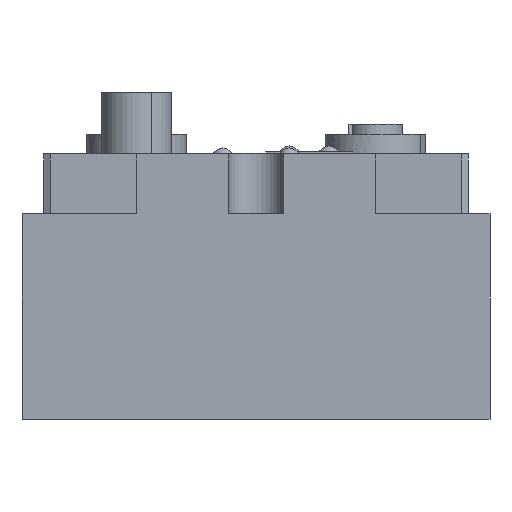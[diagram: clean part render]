
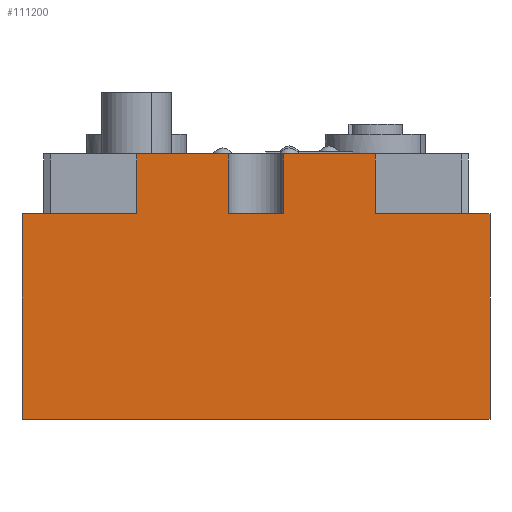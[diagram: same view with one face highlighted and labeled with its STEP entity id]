
A CAD part, front view. The second image highlights one B-rep face of the part: STEP entity #111200.
In plain terms, the highlighted planar face has unit normal (0, -1, 0).
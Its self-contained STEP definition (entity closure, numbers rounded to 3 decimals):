
#21910=CARTESIAN_POINT('',(-38.3,-205.925,-9.));
#21920=VERTEX_POINT('',#21910);
#22070=CARTESIAN_POINT('',(-38.3,-205.925,0.));
#22080=VERTEX_POINT('',#22070);
#22110=CARTESIAN_POINT('',(-38.3,-205.925,0.));
#22120=DIRECTION('',(0.,0.,-1.));
#22130=VECTOR('',#22120,1.);
#22140=LINE('',#22110,#22130);
#22150=EDGE_CURVE('',#22080,#21920,#22140,.T.);
#25300=CARTESIAN_POINT('',(-46.7,-205.925,0.));
#25310=DIRECTION('',(0.,0.,-1.));
#25320=VECTOR('',#25310,1.);
#25330=LINE('',#25300,#25320);
#25340=CARTESIAN_POINT('',(-46.7,-205.925,0.));
#25350=VERTEX_POINT('',#25340);
#25360=CARTESIAN_POINT('',(-46.7,-205.925,-9.));
#25370=VERTEX_POINT('',#25360);
#25380=EDGE_CURVE('',#25350,#25370,#25330,.T.);
#39280=CARTESIAN_POINT('',(-77.75,-205.925,-9.));
#39290=VERTEX_POINT('',#39280);
#39340=CARTESIAN_POINT('',(-77.75,-205.925,0.));
#39350=DIRECTION('',(0.,0.,-1.));
#39360=VECTOR('',#39350,1.);
#39370=LINE('',#39340,#39360);
#39380=CARTESIAN_POINT('',(-77.75,-205.925,-40.));
#39390=VERTEX_POINT('',#39380);
#39400=EDGE_CURVE('',#39290,#39390,#39370,.T.);
#48240=CARTESIAN_POINT('',(0.,-205.925,-9.));
#48250=DIRECTION('',(-1.,0.,0.));
#48260=VECTOR('',#48250,1.);
#48270=LINE('',#48240,#48260);
#48280=EDGE_CURVE('',#21920,#25370,#48270,.T.);
#68160=CARTESIAN_POINT('',(-60.5,-205.925,-9.)
);
#68170=VERTEX_POINT('',#68160);
#68200=CARTESIAN_POINT('',(0.,-205.925,-9.));
#68210=DIRECTION('',(1.,0.,0.));
#68220=VECTOR('',#68210,1.);
#68230=LINE('',#68200,#68220);
#68240=EDGE_CURVE('',#39290,#68170,#68230,.T.);
#68620=CARTESIAN_POINT('',(-7.25,-205.925,-9.)
);
#68630=VERTEX_POINT('',#68620);
#68660=CARTESIAN_POINT('',(-24.5,-205.925,-9.));
#68670=VERTEX_POINT('',#68660);
#68680=EDGE_CURVE('',#68670,#68630,#68230,.T.);
#72070=CARTESIAN_POINT('',(-24.5,-205.925,0.));
#72080=DIRECTION('',(0.,0.,1.));
#72090=VECTOR('',#72080,1.);
#72100=LINE('',#72070,#72090);
#72110=CARTESIAN_POINT('',(-24.5,-205.925,0.));
#72120=VERTEX_POINT('',#72110);
#72130=EDGE_CURVE('',#68670,#72120,#72100,.T.);
#77700=CARTESIAN_POINT('',(-7.25,-205.925,-40.)
);
#77710=VERTEX_POINT('',#77700);
#77740=CARTESIAN_POINT('',(-7.25,-205.925,0.));
#77750=DIRECTION('',(0.,0.,1.));
#77760=VECTOR('',#77750,1.);
#77770=LINE('',#77740,#77760);
#77780=EDGE_CURVE('',#77710,#68630,#77770,.T.);
#97390=CARTESIAN_POINT('',(0.,-205.925,-40.));
#97400=DIRECTION('',(1.,0.,0.));
#97410=VECTOR('',#97400,1.);
#97420=LINE('',#97390,#97410);
#97430=EDGE_CURVE('',#39390,#77710,#97420,.T.);
#110880=CARTESIAN_POINT('',(-77.75,-205.925,-40.));
#110890=DIRECTION('',(0.,-1.,0.));
#110900=DIRECTION('',(1.,0.,0.));
#110910=AXIS2_PLACEMENT_3D('',#110880,#110890,#110900);
#110920=PLANE('',#110910);
#110930=ORIENTED_EDGE('',*,*,#68680,.F.);
#110940=ORIENTED_EDGE('',*,*,#77780,.T.);
#110950=ORIENTED_EDGE('',*,*,#97430,.T.);
#110960=ORIENTED_EDGE('',*,*,#39400,.T.);
#110970=ORIENTED_EDGE('',*,*,#68240,.F.);
#110980=CARTESIAN_POINT('',(-60.5,-205.925,0.));
#110990=DIRECTION('',(0.,0.,-1.));
#111000=VECTOR('',#110990,1.);
#111010=LINE('',#110980,#111000);
#111020=CARTESIAN_POINT('',(-60.5,-205.925,
0.));
#111030=VERTEX_POINT('',#111020);
#111040=EDGE_CURVE('',#111030,#68170,#111010,.T.);
#111050=ORIENTED_EDGE('',*,*,#111040,.T.);
#111060=CARTESIAN_POINT('',(0.,-205.925,0.));
#111070=DIRECTION('',(1.,0.,0.));
#111080=VECTOR('',#111070,1.);
#111090=LINE('',#111060,#111080);
#111100=EDGE_CURVE('',#111030,#25350,#111090,.T.);
#111110=ORIENTED_EDGE('',*,*,#111100,.F.);
#111120=ORIENTED_EDGE('',*,*,#25380,.F.);
#111130=ORIENTED_EDGE('',*,*,#48280,.T.);
#111140=ORIENTED_EDGE('',*,*,#22150,.T.);
#111150=EDGE_CURVE('',#22080,#72120,#111090,.T.);
#111160=ORIENTED_EDGE('',*,*,#111150,.F.);
#111170=ORIENTED_EDGE('',*,*,#72130,.T.);
#111180=EDGE_LOOP('',(#111170,#111160,#111140,#111130,#111120,#111110,
#111050,#110970,#110960,#110950,#110940,#110930));
#111190=FACE_OUTER_BOUND('',#111180,.T.);
#111200=ADVANCED_FACE('',(#111190),#110920,.T.);
